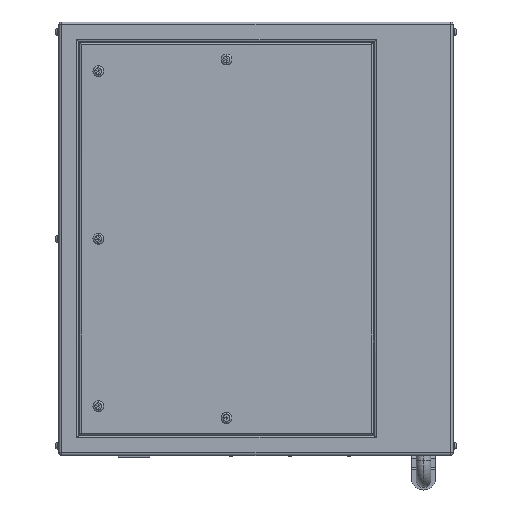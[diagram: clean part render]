
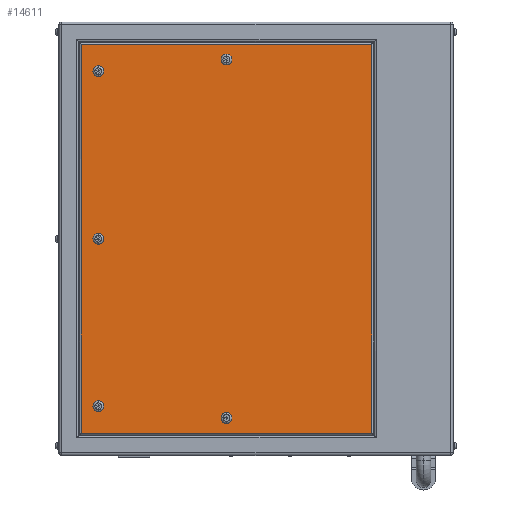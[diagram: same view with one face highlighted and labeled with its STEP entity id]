
A CAD part, left-side view. The second image highlights one B-rep face of the part: STEP entity #14611.
In plain terms, the highlighted planar face has unit normal (-1, 0, 0).
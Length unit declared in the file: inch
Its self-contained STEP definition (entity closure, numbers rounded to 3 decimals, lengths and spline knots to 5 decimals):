
#108 = VERTEX_POINT ( 'NONE', #14252 ) ;
#354 = VERTEX_POINT ( 'NONE', #5151 ) ;
#505 = FACE_BOUND ( 'NONE', #5039, .T. ) ;
#677 = DIRECTION ( 'NONE',  ( 0., 0., -1. ) ) ;
#916 = DIRECTION ( 'NONE',  ( 1., 0., 0. ) ) ;
#948 = DIRECTION ( 'NONE',  ( 0., 0., -1. ) ) ;
#1422 = DIRECTION ( 'NONE',  ( 1., 0., 0. ) ) ;
#1606 = EDGE_CURVE ( 'NONE', #6790, #3263, #5194, .T. ) ;
#1698 = DIRECTION ( 'NONE',  ( 0., 0., -1. ) ) ;
#1798 = DIRECTION ( 'NONE',  ( 1., 0., 0. ) ) ;
#2013 = EDGE_CURVE ( 'NONE', #12710, #108, #5568, .T. ) ;
#2447 = CARTESIAN_POINT ( 'NONE',  ( -12., 16., 17. ) ) ;
#2597 = CIRCLE ( 'NONE', #20949, 0.55 ) ;
#2632 = DIRECTION ( 'NONE',  ( 0., 1., 0. ) ) ;
#3019 = AXIS2_PLACEMENT_3D ( 'NONE', #13453, #17239, #3131 ) ;
#3064 = VERTEX_POINT ( 'NONE', #20128 ) ;
#3131 = DIRECTION ( 'NONE',  ( 0., 0., -1. ) ) ;
#3258 = CIRCLE ( 'NONE', #22312, 0.55 ) ;
#3263 = VERTEX_POINT ( 'NONE', #6912 ) ;
#3346 = AXIS2_PLACEMENT_3D ( 'NONE', #5220, #3500, #14285 ) ;
#3500 = DIRECTION ( 'NONE',  ( 1., 0., 0. ) ) ;
#3940 = DIRECTION ( 'NONE',  ( 0., 0., -1. ) ) ;
#4193 = CARTESIAN_POINT ( 'NONE',  ( -12., 17.74, -19.74 ) ) ;
#4258 = CARTESIAN_POINT ( 'NONE',  ( -12., 20., 19.74 ) ) ;
#4663 = ORIENTED_EDGE ( 'NONE', *, *, #13179, .T. ) ;
#4948 = DIRECTION ( 'NONE',  ( 0., 0., -1. ) ) ;
#4987 = EDGE_CURVE ( 'NONE', #14076, #18865, #2597, .T. ) ;
#5039 = EDGE_LOOP ( 'NONE', ( #11128, #10130 ) ) ;
#5151 = CARTESIAN_POINT ( 'NONE',  ( -12., -11.74, -19.74 ) ) ;
#5194 = CIRCLE ( 'NONE', #3346, 0.55 ) ;
#5220 = CARTESIAN_POINT ( 'NONE',  ( -12., 16., -17. ) ) ;
#5568 = CIRCLE ( 'NONE', #7401, 0.55 ) ;
#6023 = ORIENTED_EDGE ( 'NONE', *, *, #2013, .T. ) ;
#6790 = VERTEX_POINT ( 'NONE', #19529 ) ;
#6912 = CARTESIAN_POINT ( 'NONE',  ( -12., 16., -17.55 ) ) ;
#7286 = EDGE_LOOP ( 'NONE', ( #4663, #13545 ) ) ;
#7401 = AXIS2_PLACEMENT_3D ( 'NONE', #15059, #11534, #13408 ) ;
#7579 = FACE_OUTER_BOUND ( 'NONE', #10209, .T. ) ;
#7604 = CARTESIAN_POINT ( 'NONE',  ( -12., -11.74, -22. ) ) ;
#7609 = EDGE_LOOP ( 'NONE', ( #15249, #6023 ) ) ;
#8103 = DIRECTION ( 'NONE',  ( 0., 0., -1. ) ) ;
#8168 = CARTESIAN_POINT ( 'NONE',  ( -12., 20., -19.74 ) ) ;
#8255 = CARTESIAN_POINT ( 'NONE',  ( -12., 20., -22. ) ) ;
#8360 = CARTESIAN_POINT ( 'NONE',  ( -12., 16., 17.55 ) ) ;
#8388 = VERTEX_POINT ( 'NONE', #4193 ) ;
#8391 = LINE ( 'NONE', #8168, #10483 ) ;
#8791 = CARTESIAN_POINT ( 'NONE',  ( -12., 16., 0. ) ) ;
#9129 = VERTEX_POINT ( 'NONE', #19075 ) ;
#9147 = CARTESIAN_POINT ( 'NONE',  ( -12., 3., -17.64 ) ) ;
#9150 = DIRECTION ( 'NONE',  ( 1., 0., 0. ) ) ;
#9209 = ORIENTED_EDGE ( 'NONE', *, *, #16050, .T. ) ;
#9550 = LINE ( 'NONE', #4258, #12266 ) ;
#9552 = LINE ( 'NONE', #7604, #12678 ) ;
#9653 = PLANE ( 'NONE',  #18774 ) ;
#9952 = CIRCLE ( 'NONE', #13686, 0.55 ) ;
#10130 = ORIENTED_EDGE ( 'NONE', *, *, #20707, .T. ) ;
#10209 = EDGE_LOOP ( 'NONE', ( #16095, #15826, #12713, #9209 ) ) ;
#10483 = VECTOR ( 'NONE', #15673, 39.37008 ) ;
#10801 = EDGE_CURVE ( 'NONE', #108, #12710, #11227, .T. ) ;
#11012 = AXIS2_PLACEMENT_3D ( 'NONE', #14428, #20623, #8103 ) ;
#11056 = VERTEX_POINT ( 'NONE', #21885 ) ;
#11064 = CARTESIAN_POINT ( 'NONE',  ( -12., 3., -18.19 ) ) ;
#11128 = ORIENTED_EDGE ( 'NONE', *, *, #15302, .T. ) ;
#11152 = CIRCLE ( 'NONE', #3019, 0.55 ) ;
#11162 = CARTESIAN_POINT ( 'NONE',  ( -12., 16., -17. ) ) ;
#11227 = CIRCLE ( 'NONE', #16111, 0.55 ) ;
#11450 = VECTOR ( 'NONE', #15185, 39.37008 ) ;
#11534 = DIRECTION ( 'NONE',  ( 1., 0., 0. ) ) ;
#11621 = CARTESIAN_POINT ( 'NONE',  ( -12., 3., 18.19 ) ) ;
#11841 = DIRECTION ( 'NONE',  ( 0., 0., -1. ) ) ;
#11945 = CIRCLE ( 'NONE', #18771, 0.55 ) ;
#12266 = VECTOR ( 'NONE', #2632, 39.37008 ) ;
#12487 = ORIENTED_EDGE ( 'NONE', *, *, #1606, .T. ) ;
#12678 = VECTOR ( 'NONE', #14707, 39.37008 ) ;
#12710 = VERTEX_POINT ( 'NONE', #9147 ) ;
#12713 = ORIENTED_EDGE ( 'NONE', *, *, #13324, .T. ) ;
#12781 = EDGE_LOOP ( 'NONE', ( #21691, #20162 ) ) ;
#12803 = FACE_BOUND ( 'NONE', #7609, .T. ) ;
#13179 = EDGE_CURVE ( 'NONE', #18865, #14076, #11152, .T. ) ;
#13324 = EDGE_CURVE ( 'NONE', #11056, #16271, #9550, .T. ) ;
#13408 = DIRECTION ( 'NONE',  ( 0., 0., 1. ) ) ;
#13453 = CARTESIAN_POINT ( 'NONE',  ( -12., 3., 18.19 ) ) ;
#13545 = ORIENTED_EDGE ( 'NONE', *, *, #4987, .T. ) ;
#13686 = AXIS2_PLACEMENT_3D ( 'NONE', #2447, #916, #677 ) ;
#13730 = VERTEX_POINT ( 'NONE', #18822 ) ;
#14076 = VERTEX_POINT ( 'NONE', #15463 ) ;
#14252 = CARTESIAN_POINT ( 'NONE',  ( -12., 3., -18.74 ) ) ;
#14285 = DIRECTION ( 'NONE',  ( 0., 0., -1. ) ) ;
#14291 = EDGE_CURVE ( 'NONE', #354, #11056, #9552, .T. ) ;
#14415 = AXIS2_PLACEMENT_3D ( 'NONE', #11162, #1798, #1698 ) ;
#14428 = CARTESIAN_POINT ( 'NONE',  ( -12., 16., 0. ) ) ;
#14611 = ADVANCED_FACE ( 'NONE', ( #12803, #16601, #16483, #18602, #505, #7579 ), #9653, .F. ) ;
#14644 = EDGE_LOOP ( 'NONE', ( #19401, #12487 ) ) ;
#14707 = DIRECTION ( 'NONE',  ( 0., 0., 1. ) ) ;
#15059 = CARTESIAN_POINT ( 'NONE',  ( -12., 3., -18.19 ) ) ;
#15185 = DIRECTION ( 'NONE',  ( 0., 0., -1. ) ) ;
#15231 = EDGE_CURVE ( 'NONE', #8388, #354, #8391, .T. ) ;
#15249 = ORIENTED_EDGE ( 'NONE', *, *, #10801, .T. ) ;
#15302 = EDGE_CURVE ( 'NONE', #9129, #23091, #11945, .T. ) ;
#15463 = CARTESIAN_POINT ( 'NONE',  ( -12., 3., 18.74 ) ) ;
#15673 = DIRECTION ( 'NONE',  ( 0., -1., 0. ) ) ;
#15826 = ORIENTED_EDGE ( 'NONE', *, *, #14291, .T. ) ;
#16050 = EDGE_CURVE ( 'NONE', #16271, #8388, #19000, .T. ) ;
#16095 = ORIENTED_EDGE ( 'NONE', *, *, #15231, .T. ) ;
#16111 = AXIS2_PLACEMENT_3D ( 'NONE', #11064, #18243, #22151 ) ;
#16271 = VERTEX_POINT ( 'NONE', #17422 ) ;
#16483 = FACE_BOUND ( 'NONE', #14644, .T. ) ;
#16601 = FACE_BOUND ( 'NONE', #7286, .T. ) ;
#16801 = CARTESIAN_POINT ( 'NONE',  ( -12., 3., 17.64 ) ) ;
#17239 = DIRECTION ( 'NONE',  ( 1., 0., 0. ) ) ;
#17328 = CARTESIAN_POINT ( 'NONE',  ( -12., 16., 17. ) ) ;
#17422 = CARTESIAN_POINT ( 'NONE',  ( -12., 17.74, 19.74 ) ) ;
#18243 = DIRECTION ( 'NONE',  ( 1., 0., 0. ) ) ;
#18602 = FACE_BOUND ( 'NONE', #12781, .T. ) ;
#18771 = AXIS2_PLACEMENT_3D ( 'NONE', #17328, #22766, #4948 ) ;
#18774 = AXIS2_PLACEMENT_3D ( 'NONE', #8255, #1422, #11841 ) ;
#18822 = CARTESIAN_POINT ( 'NONE',  ( -12., 16., 0.55 ) ) ;
#18865 = VERTEX_POINT ( 'NONE', #16801 ) ;
#19000 = LINE ( 'NONE', #22638, #11450 ) ;
#19075 = CARTESIAN_POINT ( 'NONE',  ( -12., 16., 16.45 ) ) ;
#19401 = ORIENTED_EDGE ( 'NONE', *, *, #20309, .T. ) ;
#19529 = CARTESIAN_POINT ( 'NONE',  ( -12., 16., -16.45 ) ) ;
#19685 = EDGE_CURVE ( 'NONE', #13730, #3064, #20461, .T. ) ;
#19758 = CIRCLE ( 'NONE', #14415, 0.55 ) ;
#19796 = EDGE_CURVE ( 'NONE', #3064, #13730, #3258, .T. ) ;
#20128 = CARTESIAN_POINT ( 'NONE',  ( -12., 16., -0.55 ) ) ;
#20162 = ORIENTED_EDGE ( 'NONE', *, *, #19685, .T. ) ;
#20309 = EDGE_CURVE ( 'NONE', #3263, #6790, #19758, .T. ) ;
#20461 = CIRCLE ( 'NONE', #11012, 0.55 ) ;
#20623 = DIRECTION ( 'NONE',  ( 1., 0., 0. ) ) ;
#20707 = EDGE_CURVE ( 'NONE', #23091, #9129, #9952, .T. ) ;
#20752 = DIRECTION ( 'NONE',  ( 1., 0., 0. ) ) ;
#20949 = AXIS2_PLACEMENT_3D ( 'NONE', #11621, #20752, #948 ) ;
#21691 = ORIENTED_EDGE ( 'NONE', *, *, #19796, .T. ) ;
#21885 = CARTESIAN_POINT ( 'NONE',  ( -12., -11.74, 19.74 ) ) ;
#22151 = DIRECTION ( 'NONE',  ( 0., 0., 1. ) ) ;
#22312 = AXIS2_PLACEMENT_3D ( 'NONE', #8791, #9150, #3940 ) ;
#22638 = CARTESIAN_POINT ( 'NONE',  ( -12., 17.74, -22. ) ) ;
#22766 = DIRECTION ( 'NONE',  ( 1., 0., 0. ) ) ;
#23091 = VERTEX_POINT ( 'NONE', #8360 ) ;
